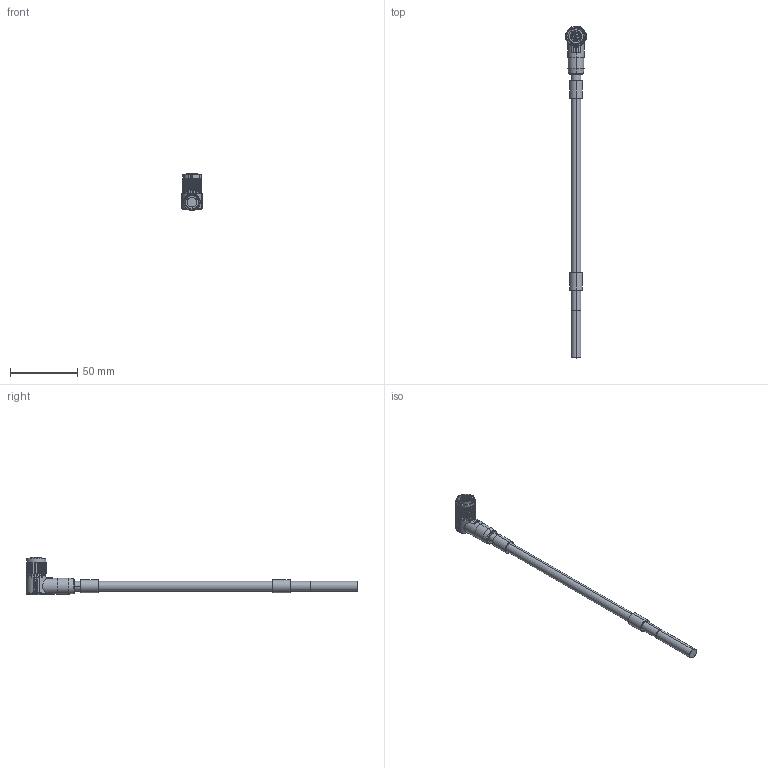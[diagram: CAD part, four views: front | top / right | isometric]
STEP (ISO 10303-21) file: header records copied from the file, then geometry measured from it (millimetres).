
FILE_DESCRIPTION((''),'2;1');
FILE_NAME('1430666','2014-03-12T',('ascheerer'),(''),'PRO/ENGINEER BY PARAMETRIC TECHNOLOGY CORPORATION, 2012480','PRO/ENGINEER BY PARAMETRIC TECHNOLOGY CORPORATION, 2012480','');
FILE_SCHEMA(('AUTOMOTIVE_DESIGN { 1 0 10303 214 1 1 1 1 }'));
Length unit declared in the file: millimetre
Products named in the file (1): 1430666
Bounding box: 15.4 x 246.9 x 27.7 mm (x, y, z)
Volume: 15685.2 mm3; surface area: 8547.1 mm2
Topology: 1 solids, 1 shells, 769 faces, 2046 edges, 1356 vertices
Faces by surface type: plane 424, cylinder 176, extrusion 64, bspline 45, cone 29, torus 29, sphere 2
Entity records: 28569 total; most frequent: CARTESIAN_POINT 9655, ORIENTED_EDGE 4092, DIRECTION 3485, EDGE_CURVE 2046, VECTOR 1391, VERTEX_POINT 1356, LINE 1327, AXIS2_PLACEMENT_3D 1047
